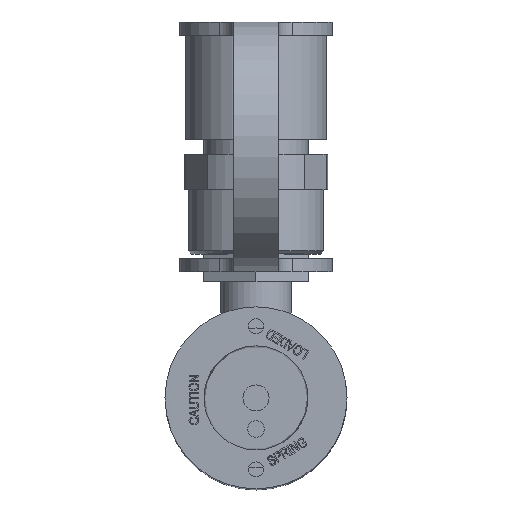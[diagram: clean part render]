
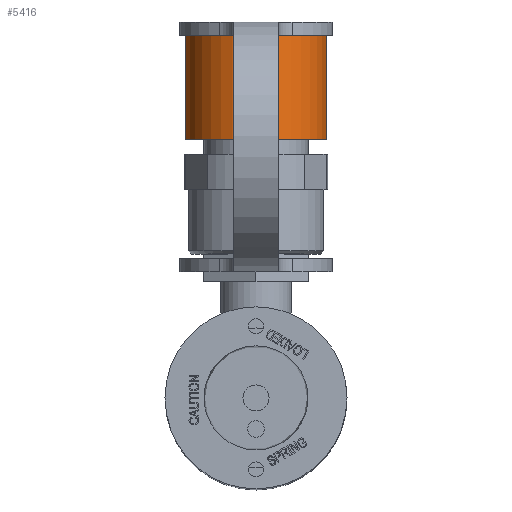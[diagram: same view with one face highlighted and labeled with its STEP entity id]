
A CAD part, top view. The second image highlights one B-rep face of the part: STEP entity #5416.
In plain terms, the highlighted cylindrical face has radius 17.272 mm (diameter 34.544 mm), a full revolution.
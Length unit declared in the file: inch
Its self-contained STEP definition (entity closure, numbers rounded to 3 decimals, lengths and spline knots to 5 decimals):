
#1645 = EDGE_LOOP ( 'NONE', ( #4332 ) ) ;
#1971 = DIRECTION ( 'NONE',  ( 0., -1., 0. ) ) ;
#3001 = AXIS2_PLACEMENT_3D ( 'NONE', #8602, #20836, #14717 ) ;
#3912 = CARTESIAN_POINT ( 'NONE',  ( -0.68, 2.4995, 1.712 ) ) ;
#4332 = ORIENTED_EDGE ( 'NONE', *, *, #10177, .F. ) ;
#4464 = EDGE_LOOP ( 'NONE', ( #18053 ) ) ;
#5416 = ADVANCED_FACE ( 'NONE', ( #18667, #20570 ), #20702, .T. ) ;
#7556 = CIRCLE ( 'NONE', #22746, 0.68 ) ;
#7925 = AXIS2_PLACEMENT_3D ( 'NONE', #11761, #1971, #26289 ) ;
#8602 = CARTESIAN_POINT ( 'NONE',  ( 0., 2.4995, 1.712 ) ) ;
#10177 = EDGE_CURVE ( 'NONE', #12084, #12084, #10544, .T. ) ;
#10544 = CIRCLE ( 'NONE', #7925, 0.68 ) ;
#11761 = CARTESIAN_POINT ( 'NONE',  ( 0., 2.4995, 1.712 ) ) ;
#12084 = VERTEX_POINT ( 'NONE', #3912 ) ;
#12486 = CARTESIAN_POINT ( 'NONE',  ( -0.68, 3.4995, 1.712 ) ) ;
#13084 = EDGE_CURVE ( 'NONE', #22277, #22277, #7556, .T. ) ;
#14717 = DIRECTION ( 'NONE',  ( 1., 0., 0. ) ) ;
#16108 = CARTESIAN_POINT ( 'NONE',  ( 0., 3.4995, 1.712 ) ) ;
#18053 = ORIENTED_EDGE ( 'NONE', *, *, #13084, .T. ) ;
#18667 = FACE_OUTER_BOUND ( 'NONE', #1645, .T. ) ;
#20570 = FACE_OUTER_BOUND ( 'NONE', #4464, .T. ) ;
#20702 = CYLINDRICAL_SURFACE ( 'NONE', #3001, 0.68 ) ;
#20836 = DIRECTION ( 'NONE',  ( 0., 1., 0. ) ) ;
#22277 = VERTEX_POINT ( 'NONE', #12486 ) ;
#22487 = DIRECTION ( 'NONE',  ( -1., 0., 0. ) ) ;
#22746 = AXIS2_PLACEMENT_3D ( 'NONE', #16108, #24528, #22487 ) ;
#24528 = DIRECTION ( 'NONE',  ( 0., -1., 0. ) ) ;
#26289 = DIRECTION ( 'NONE',  ( -1., 0., 0. ) ) ;
